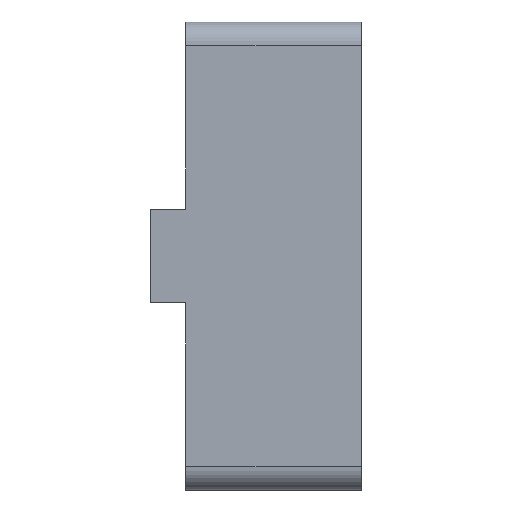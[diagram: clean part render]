
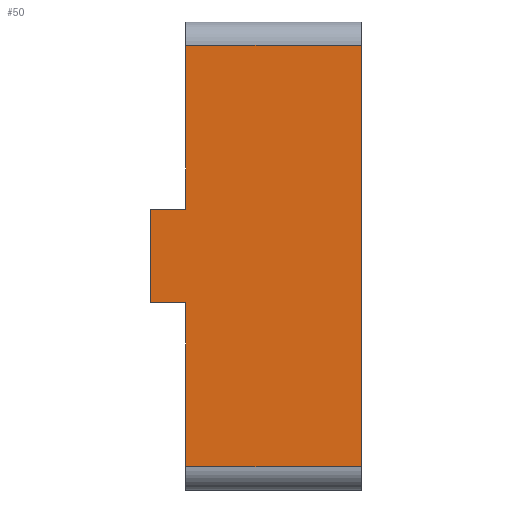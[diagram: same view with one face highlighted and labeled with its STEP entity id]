
A CAD part, left-side view. The second image highlights one B-rep face of the part: STEP entity #50.
In plain terms, the highlighted planar face has unit normal (-1, 0, 0).
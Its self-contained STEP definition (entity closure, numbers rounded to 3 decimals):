
#40 = EDGE_CURVE ( 'NONE', #452, #203, #659, .T. ) ;
#50 = ADVANCED_FACE ( 'NONE', ( #1150 ), #187, .F. ) ;
#70 = LINE ( 'NONE', #1051, #153 ) ;
#133 = ORIENTED_EDGE ( 'NONE', *, *, #1369, .T. ) ;
#135 = CARTESIAN_POINT ( 'NONE',  ( -20., 18., 4. ) ) ;
#146 = ORIENTED_EDGE ( 'NONE', *, *, #1336, .T. ) ;
#153 = VECTOR ( 'NONE', #1282, 1000. ) ;
#162 = EDGE_CURVE ( 'NONE', #236, #452, #1533, .T. ) ;
#172 = ORIENTED_EDGE ( 'NONE', *, *, #40, .T. ) ;
#178 = ORIENTED_EDGE ( 'NONE', *, *, #1109, .F. ) ;
#187 = PLANE ( 'NONE',  #1184 ) ;
#190 = VERTEX_POINT ( 'NONE', #233 ) ;
#203 = VERTEX_POINT ( 'NONE', #1186 ) ;
#233 = CARTESIAN_POINT ( 'NONE',  ( -20., 18., -4. ) ) ;
#236 = VERTEX_POINT ( 'NONE', #744 ) ;
#244 = ORIENTED_EDGE ( 'NONE', *, *, #346, .F. ) ;
#253 = DIRECTION ( 'NONE',  ( 0., -1., 0. ) ) ;
#270 = VECTOR ( 'NONE', #253, 1000. ) ;
#279 = DIRECTION ( 'NONE',  ( 0., 0., 1. ) ) ;
#332 = CARTESIAN_POINT ( 'NONE',  ( -20., 18., 4. ) ) ;
#335 = ORIENTED_EDGE ( 'NONE', *, *, #1032, .F. ) ;
#346 = EDGE_CURVE ( 'NONE', #765, #1188, #760, .T. ) ;
#442 = VECTOR ( 'NONE', #615, 1000. ) ;
#443 = CARTESIAN_POINT ( 'NONE',  ( -20., 0., -20. ) ) ;
#444 = DIRECTION ( 'NONE',  ( 0., 1., 0. ) ) ;
#452 = VERTEX_POINT ( 'NONE', #685 ) ;
#454 = DIRECTION ( 'NONE',  ( 1., 0., 0. ) ) ;
#475 = CARTESIAN_POINT ( 'NONE',  ( -20., 18., 4. ) ) ;
#483 = LINE ( 'NONE', #475, #270 ) ;
#484 = DIRECTION ( 'NONE',  ( 0., -1., 0. ) ) ;
#516 = CARTESIAN_POINT ( 'NONE',  ( -20., 15., 18. ) ) ;
#574 = EDGE_LOOP ( 'NONE', ( #1025, #671, #172, #133, #244, #335, #178, #146 ) ) ;
#606 = DIRECTION ( 'NONE',  ( 0., 0., 1. ) ) ;
#615 = DIRECTION ( 'NONE',  ( 0., 0., 1. ) ) ;
#629 = VECTOR ( 'NONE', #444, 1000. ) ;
#659 = LINE ( 'NONE', #443, #843 ) ;
#666 = EDGE_CURVE ( 'NONE', #236, #830, #1187, .T. ) ;
#671 = ORIENTED_EDGE ( 'NONE', *, *, #162, .T. ) ;
#683 = CARTESIAN_POINT ( 'NONE',  ( -20., 15., -20. ) ) ;
#685 = CARTESIAN_POINT ( 'NONE',  ( -20., 0., -18. ) ) ;
#743 = VECTOR ( 'NONE', #606, 1000. ) ;
#744 = CARTESIAN_POINT ( 'NONE',  ( -20., 15., -18. ) ) ;
#760 = LINE ( 'NONE', #1331, #845 ) ;
#765 = VERTEX_POINT ( 'NONE', #1224 ) ;
#830 = VERTEX_POINT ( 'NONE', #1375 ) ;
#843 = VECTOR ( 'NONE', #1130, 1000. ) ;
#845 = VECTOR ( 'NONE', #279, 1000. ) ;
#899 = DIRECTION ( 'NONE',  ( 0., 0., -1. ) ) ;
#906 = LINE ( 'NONE', #1015, #629 ) ;
#940 = VECTOR ( 'NONE', #484, 1000. ) ;
#1015 = CARTESIAN_POINT ( 'NONE',  ( -20., 15., 18. ) ) ;
#1025 = ORIENTED_EDGE ( 'NONE', *, *, #666, .F. ) ;
#1032 = EDGE_CURVE ( 'NONE', #1321, #765, #483, .T. ) ;
#1051 = CARTESIAN_POINT ( 'NONE',  ( -20., 18., -4. ) ) ;
#1109 = EDGE_CURVE ( 'NONE', #190, #1321, #1436, .T. ) ;
#1130 = DIRECTION ( 'NONE',  ( 0., 0., 1. ) ) ;
#1150 = FACE_OUTER_BOUND ( 'NONE', #574, .T. ) ;
#1180 = CARTESIAN_POINT ( 'NONE',  ( -20., 15., -20. ) ) ;
#1184 = AXIS2_PLACEMENT_3D ( 'NONE', #683, #454, #899 ) ;
#1186 = CARTESIAN_POINT ( 'NONE',  ( -20., 0., 18. ) ) ;
#1187 = LINE ( 'NONE', #1180, #743 ) ;
#1188 = VERTEX_POINT ( 'NONE', #516 ) ;
#1224 = CARTESIAN_POINT ( 'NONE',  ( -20., 15., 4. ) ) ;
#1282 = DIRECTION ( 'NONE',  ( 0., -1., 0. ) ) ;
#1317 = CARTESIAN_POINT ( 'NONE',  ( -20., 15., -18. ) ) ;
#1321 = VERTEX_POINT ( 'NONE', #332 ) ;
#1331 = CARTESIAN_POINT ( 'NONE',  ( -20., 15., -20. ) ) ;
#1336 = EDGE_CURVE ( 'NONE', #190, #830, #70, .T. ) ;
#1369 = EDGE_CURVE ( 'NONE', #203, #1188, #906, .T. ) ;
#1375 = CARTESIAN_POINT ( 'NONE',  ( -20., 15., -4. ) ) ;
#1436 = LINE ( 'NONE', #135, #442 ) ;
#1533 = LINE ( 'NONE', #1317, #940 ) ;
